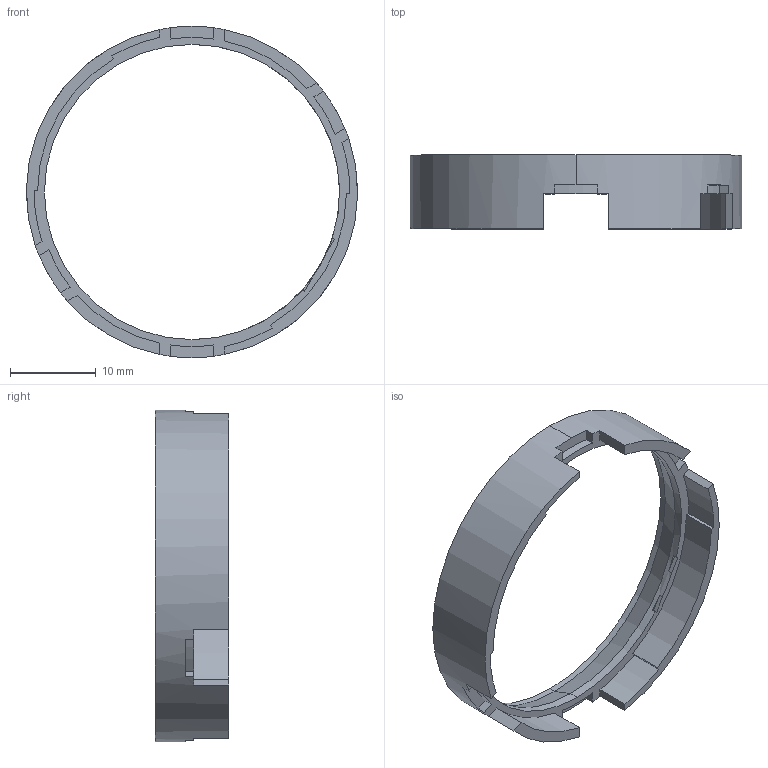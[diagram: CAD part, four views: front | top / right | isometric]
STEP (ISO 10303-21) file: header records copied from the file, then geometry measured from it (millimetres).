
FILE_DESCRIPTION (( 'STEP AP214' ), '1' );
FILE_NAME ('Insert Universal.STEP', '2025-06-16T12:17:18', ( '' ), ( '' ), 'SwSTEP 2.0', 'SolidWorks 2024', '' );
FILE_SCHEMA (( 'AUTOMOTIVE_DESIGN' ));
Length unit declared in the file: millimetre
Products named in the file (1): Insert Universal
Bounding box: 38.6 x 8.6 x 38.6 mm (x, y, z)
Volume: 1236.6 mm3; surface area: 2203.6 mm2
Topology: 1 solids, 1 shells, 57 faces, 161 edges, 106 vertices
Faces by surface type: plane 36, cylinder 19, cone 2
Entity records: 1888 total; most frequent: DIRECTION 335, CARTESIAN_POINT 325, ORIENTED_EDGE 322, EDGE_CURVE 161, AXIS2_PLACEMENT_3D 116, VERTEX_POINT 106, VECTOR 103, LINE 103
